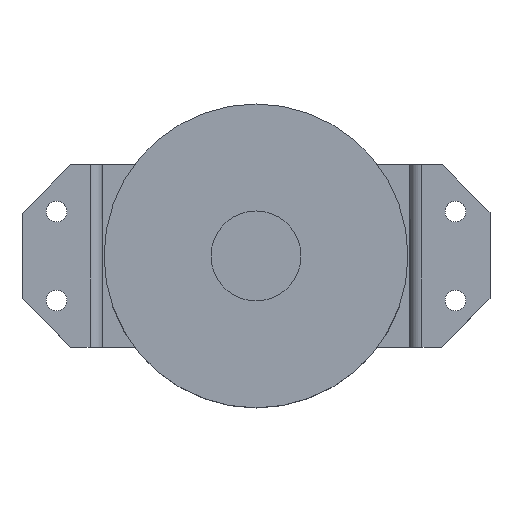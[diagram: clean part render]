
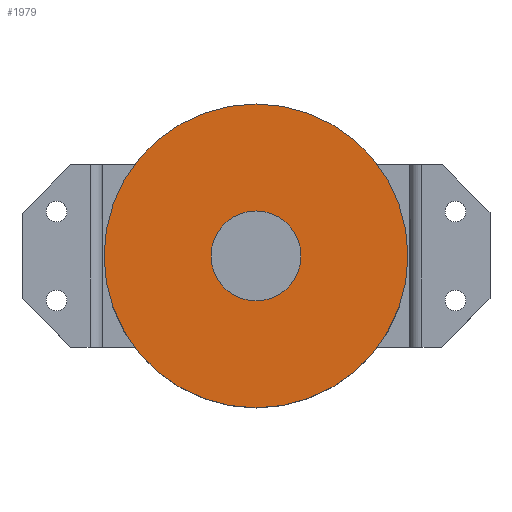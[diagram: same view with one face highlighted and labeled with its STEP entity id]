
A CAD part, top view. The second image highlights one B-rep face of the part: STEP entity #1979.
In plain terms, the highlighted planar face has unit normal (0, 0, 1).
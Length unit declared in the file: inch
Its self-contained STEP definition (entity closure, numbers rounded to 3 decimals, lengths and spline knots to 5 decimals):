
#108=FACE_BOUND('',#316,.T.);
#122=PLANE('',#2133);
#182=FACE_OUTER_BOUND('',#315,.T.);
#315=EDGE_LOOP('',(#1345));
#316=EDGE_LOOP('',(#1346));
#815=CIRCLE('',#2129,0.37);
#816=CIRCLE('',#2131,1.25);
#871=VERTEX_POINT('',#2967);
#872=VERTEX_POINT('',#2971);
#1044=EDGE_CURVE('',#871,#871,#815,.T.);
#1045=EDGE_CURVE('',#872,#872,#816,.T.);
#1345=ORIENTED_EDGE('',*,*,#1045,.T.);
#1346=ORIENTED_EDGE('',*,*,#1044,.T.);
#1979=ADVANCED_FACE('',(#182,#108),#122,.T.);
#2129=AXIS2_PLACEMENT_3D('',#2969,#2353,#2354);
#2131=AXIS2_PLACEMENT_3D('',#2972,#2357,#2358);
#2133=AXIS2_PLACEMENT_3D('',#2976,#2362,#2363);
#2353=DIRECTION('center_axis',(0.,0.,-1.));
#2354=DIRECTION('ref_axis',(1.,0.,0.));
#2357=DIRECTION('center_axis',(0.,0.,1.));
#2358=DIRECTION('ref_axis',(1.,0.,0.));
#2362=DIRECTION('center_axis',(0.,0.,1.));
#2363=DIRECTION('ref_axis',(1.,0.,0.));
#2967=CARTESIAN_POINT('',(-4.63,0.25,0.4));
#2969=CARTESIAN_POINT('Origin',(-4.26,0.25,0.4));
#2971=CARTESIAN_POINT('',(-5.51,0.25,0.4));
#2972=CARTESIAN_POINT('Origin',(-4.26,0.25,0.4));
#2976=CARTESIAN_POINT('Origin',(-4.26,0.25,0.4));
